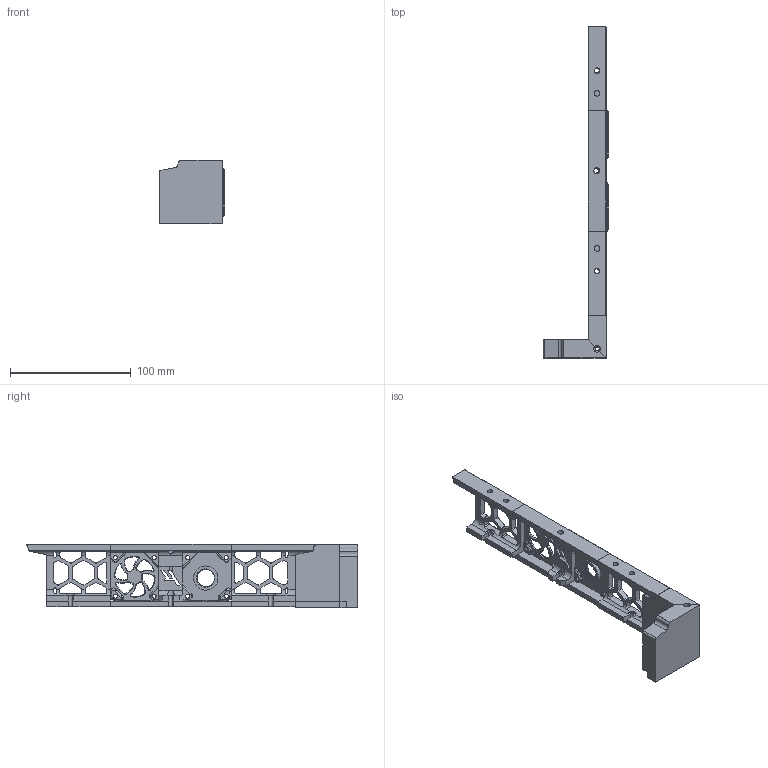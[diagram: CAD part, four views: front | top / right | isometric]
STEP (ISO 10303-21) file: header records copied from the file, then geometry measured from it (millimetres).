
FILE_DESCRIPTION(/* description */ (''),/* implementation_level */ '2;1');
FILE_NAME(/* name */ 'Top Skirts.step',/* time_stamp */ '2024-06-11T01:38:14-05:00',/* author */ (''),/* organization */ (''),/* preprocessor_version */ 'ST-DEVELOPER v20',/* originating_system */ 'Autodesk Translation Framework v13.14.0.145',/* authorisation */ '');
FILE_SCHEMA (('AUTOMOTIVE_DESIGN { 1 0 10303 214 3 1 1 }'));
Length unit declared in the file: millimetre
Products named in the file (9): (Unsaved); Top Side Skirts; Top_Side_Skirt_A; Top_Side_Skirt_B; Top_Fan_Support; Fan_Grills (1) (1); Fan_Grill_A (1) (1); Fan_Grill_B (1); Corner
Assembly tree (8 placements, depth 5):
  (Unsaved)
    Top Side Skirts
      Top_Side_Skirt_A
      Top_Side_Skirt_B
      Top_Fan_Support
        Fan_Grills (1) (1)
          Fan_Grill_A (1) (1)
          Fan_Grill_B (1)
    Corner
Bounding box: 54.04 x 275 x 52.5 mm (x, y, z)
Volume: 117541.8 mm3; surface area: 49486.5 mm2
Topology: 6 solids, 6 shells, 887 faces, 2280 edges, 1395 vertices
Faces by surface type: plane 405, cylinder 254, cone 195, torus 21, bspline 6, sphere 6
Full cylindrical faces by diameter (mm): 3.3 x1, 3.4 x8, 3.45 x8, 4.5 x2, 4.7 x2, 5 x1, 5.5 x1, 14.51 x2, 15.85 x3, 20 x1
Entity records: 28920 total; most frequent: CARTESIAN_POINT 6706, DIRECTION 4700, ORIENTED_EDGE 4560, EDGE_CURVE 2280, AXIS2_PLACEMENT_3D 1613, LINE 1474, VECTOR 1474, VERTEX_POINT 1395
